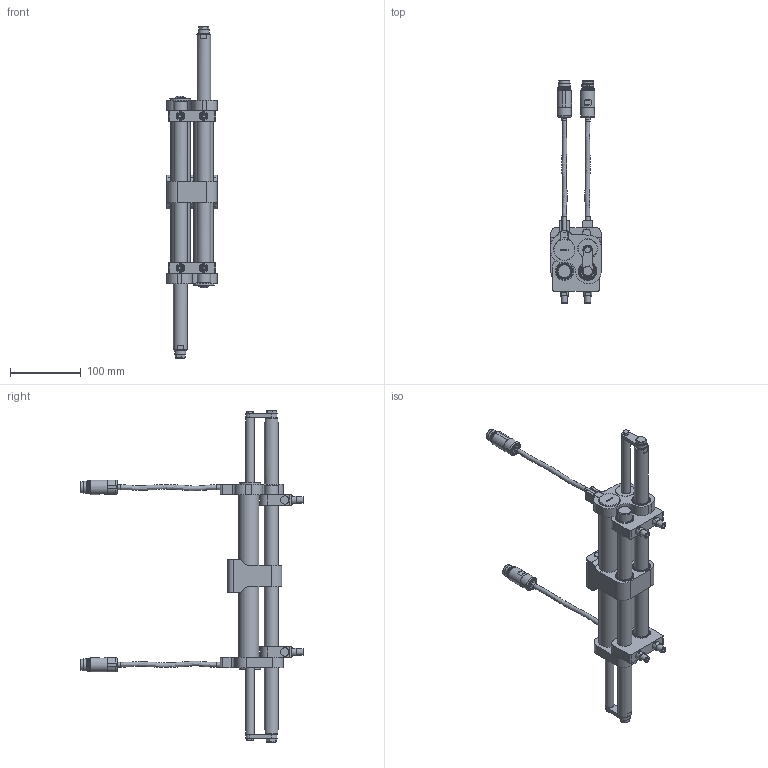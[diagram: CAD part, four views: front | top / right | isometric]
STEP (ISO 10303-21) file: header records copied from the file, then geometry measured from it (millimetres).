
FILE_DESCRIPTION (( 'STEP AP214' ), '1' );
FILE_NAME ('0186-2449_250404_GM01-23x160H-XP-R16_170_SSCP.STEP', '2025-04-04T14:33:30', ( '' ), ( '' ), 'SwSTEP 2.0', 'SolidWorks 2024', '' );
FILE_SCHEMA (( 'AUTOMOTIVE_DESIGN' ));
Length unit declared in the file: millimetre
Products named in the file (24): 0230-0242_6kt.-schr._M8x20_INOX; 0160-4705_GL-A-2022.9-15; GM01k-23-GA-M6; 0230-0695_A350SM-2023-30; 0180-3792_GM01k-23-AGV; PL01-12x264_GM01-23x160H_PL01-12x200!160-HP-W01; 0230-1120_A350SM-2023-15; GL01-20-16x342-W-SSC-HIS; 0180-2108_GM01k-23-VT; 0230-0616_6kt.-schr._M5x16_INOX; 0186-2042_PL01-12x264!240-XP-SF-W01-P04_PL01k-EV12-HP-SF_1.4404; 0180-3793_GM01k-23-BAG; GM01k-23-LH-25x15; GM01k-23-LH-25x30; 0186-2449_250404_GM01-23x160H-XP-R16_170_SSCP; GM01h-23x160H-XP-R16-162-SSCP_MAX; 0180-3862_GM01k-23-MLF; 0180-2458_GM01k-GA-M6; 0160-0793_Kugelscheibe_M8 x17x 8.4_INOX; GM01h-23-GAK; 0230-0887_Gew.-Stift_I-6kt_K-k_M6x14_INOX; GM01k-23-BF-V2; 0186-2448_PS01-23x160H-HP-SSCP-G06-R16; 0180-3859_PS01k-23-EKG-SSCP
Assembly tree (33 placements, depth 4):
  0186-2449_250404_GM01-23x160H-XP-R16_170_SSCP
    GM01h-23x160H-XP-R16-162-SSCP_MAX
      GM01k-23-BF-V2
      0186-2448_PS01-23x160H-HP-SSCP-G06-R16  x2
      0180-3862_GM01k-23-MLF  x2
      0230-0887_Gew.-Stift_I-6kt_K-k_M6x14_INOX  x2
      0180-3859_PS01k-23-EKG-SSCP  x2
      0230-0695_A350SM-2023-30  x2
      0230-1120_A350SM-2023-15  x2
      GM01k-23-LH-25x15  x2
      GM01k-23-LH-25x30  x2
    PL01-12x264_GM01-23x160H_PL01-12x200!160-HP-W01  x2
      GM01h-23-GAK
        0180-3792_GM01k-23-AGV
        0180-2458_GM01k-GA-M6
        GM01k-23-GA-M6
        0180-3793_GM01k-23-BAG
      0186-2042_PL01-12x264!240-XP-SF-W01-P04_PL01k-EV12-HP-SF_1.4404
      GL01-20-16x342-W-SSC-HIS
      0180-2108_GM01k-23-VT
      0230-0242_6kt.-schr._M8x20_INOX
      0230-0616_6kt.-schr._M5x16_INOX
      0160-0793_Kugelscheibe_M8 x17x 8.4_INOX
      GM01k-23-LH-25x15
      0160-4705_GL-A-2022.9-15
Bounding box: 71 x 314.55 x 469.6 mm (x, y, z)
Volume: 850423.5 mm3; surface area: 302966.7 mm2
Topology: 47 solids, 47 shells, 1258 faces, 2882 edges, 1798 vertices
Faces by surface type: cylinder 420, cone 388, plane 372, torus 44, bspline 34
Full cylindrical faces by diameter (mm): 1.15 x10, 1.2 x6, 2.1 x10, 2.3 x2, 3.2 x6, 3.754 x2, 4.2 x6, 5 x54, 5.5 x6, 6 x26, 6.3 x2, 6.4 x4, 6.6 x4, 6.7 x2, 6.8 x8, 8 x38, 8.4 x2, 8.5 x4, 9 x6, 12 x14, 13 x4, 13.2 x2, 13.8 x2, 13.9 x2, 14.2 x4, 15.54 x2, 15.7 x2, 16.2 x4, 17 x4, 17.5 x2
Entity records: 24907 total; most frequent: CARTESIAN_POINT 9524, DIRECTION 2863, ORIENTED_EDGE 2068, AXIS2_PLACEMENT_3D 1285, EDGE_LOOP 1147, EDGE_CURVE 1034, FACE_OUTER_BOUND 842, VERTEX_POINT 825
